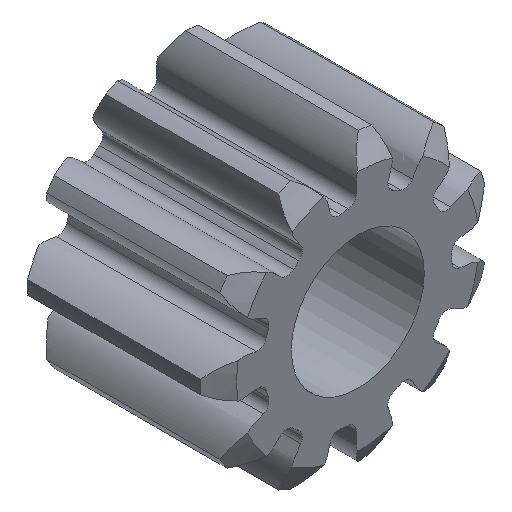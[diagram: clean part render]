
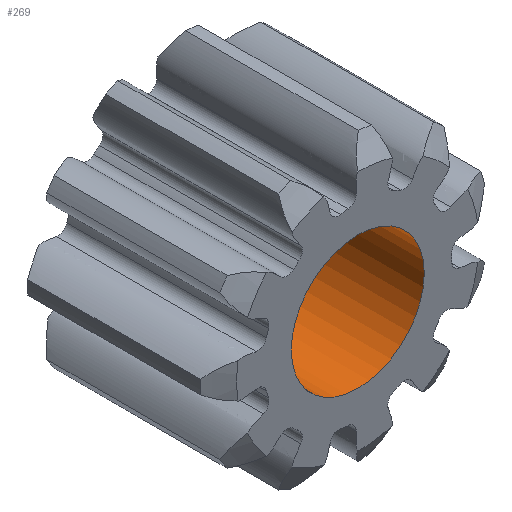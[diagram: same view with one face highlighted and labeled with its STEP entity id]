
A CAD part, isometric view. The second image highlights one B-rep face of the part: STEP entity #269.
In plain terms, the highlighted cylindrical face has radius 1.5 mm (diameter 3 mm), a full revolution.
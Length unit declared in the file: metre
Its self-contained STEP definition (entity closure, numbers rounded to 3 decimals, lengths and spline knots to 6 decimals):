
#269 = ADVANCED_FACE( '', ( #547, #548 ), #549, .F. );
#547 = FACE_OUTER_BOUND( '', #847, .T. );
#548 = FACE_OUTER_BOUND( '', #848, .T. );
#549 = CYLINDRICAL_SURFACE( '', #849, 0.0015 );
#847 = EDGE_LOOP( '', ( #2352 ) );
#848 = EDGE_LOOP( '', ( #2353 ) );
#849 = AXIS2_PLACEMENT_3D( '', #2354, #2355, #2356 );
#2352 = ORIENTED_EDGE( '', *, *, #2703, .T. );
#2353 = ORIENTED_EDGE( '', *, *, #2902, .F. );
#2354 = CARTESIAN_POINT( '', ( 0., -0.0045, 0. ) );
#2355 = DIRECTION( '', ( 0., -1., 0. ) );
#2356 = DIRECTION( '', ( 0., 0., 1. ) );
#2703 = EDGE_CURVE( '', #3086, #3086, #3087, .T. );
#2902 = EDGE_CURVE( '', #3416, #3416, #3417, .T. );
#3086 = VERTEX_POINT( '', #3781 );
#3087 = CIRCLE( '', #3782, 0.0015 );
#3416 = VERTEX_POINT( '', #4980 );
#3417 = CIRCLE( '', #4981, 0.0015 );
#3781 = CARTESIAN_POINT( '', ( 0.0015, -0.0045, 0. ) );
#3782 = AXIS2_PLACEMENT_3D( '', #5286, #5287, #5288 );
#4980 = CARTESIAN_POINT( '', ( 0.0015, 0., 0. ) );
#4981 = AXIS2_PLACEMENT_3D( '', #5595, #5596, #5597 );
#5286 = CARTESIAN_POINT( '', ( 0., -0.0045, 0. ) );
#5287 = DIRECTION( '', ( 0., -1., 0. ) );
#5288 = DIRECTION( '', ( 1., 0., 0. ) );
#5595 = CARTESIAN_POINT( '', ( 0., 0., 0. ) );
#5596 = DIRECTION( '', ( 0., -1., 0. ) );
#5597 = DIRECTION( '', ( 1., 0., 0. ) );
